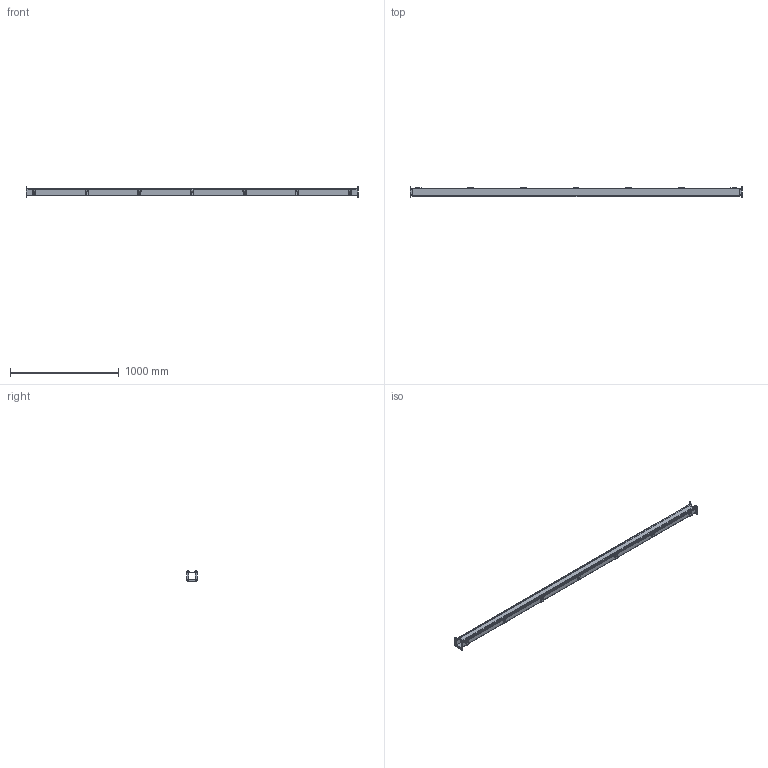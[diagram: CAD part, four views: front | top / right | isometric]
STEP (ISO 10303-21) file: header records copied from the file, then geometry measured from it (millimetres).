
FILE_DESCRIPTION (( 'STEP AP203' ), '1' );
FILE_NAME ('1485B120.step', '2020-11-19T14:26:55', ( 'ADC123' ), ( 'Microsoft' ), 'SwSTEP 2.0', 'SolidWorks 2019', '' );
FILE_SCHEMA (( 'CONFIG_CONTROL_DESIGN' ));
Length unit declared in the file: inch
Products named in the file (1): 1485B120
Bounding box: 3048 x 98.42 x 98.42 mm (x, y, z)
Volume: 2188100.2 mm3; surface area: 2235175.8 mm2
Topology: 50 solids, 50 shells, 1030 faces, 2608 edges, 1692 vertices
Faces by surface type: plane 600, cylinder 388, bspline 42
Full cylindrical faces by diameter (mm): 3.175 x14, 4.013 x14, 4.115 x14, 4.166 x14, 7.137 x8
Entity records: 32345 total; most frequent: CARTESIAN_POINT 7283, DIRECTION 5242, ORIENTED_EDGE 5032, EDGE_CURVE 2516, AXIS2_PLACEMENT_3D 1779, VERTEX_POINT 1692, VECTOR 1684, LINE 1684
